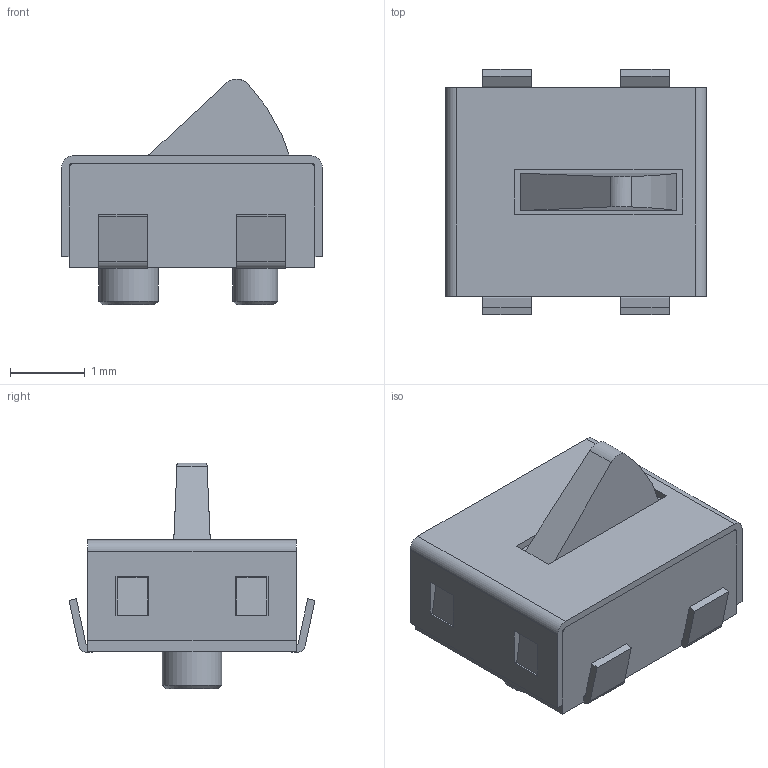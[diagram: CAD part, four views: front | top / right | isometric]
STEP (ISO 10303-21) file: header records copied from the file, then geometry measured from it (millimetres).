
FILE_DESCRIPTION(('FreeCAD Model'),'2;1');
FILE_NAME('Open CASCADE Shape Model','2024-03-05T11:24:51',( 'kicad StepUp'),('ksu MCAD'),'Open CASCADE STEP processor 7.5', 'FreeCAD','Unknown');
FILE_SCHEMA(('AUTOMOTIVE_DESIGN { 1 0 10303 214 1 1 1 1 }'));
Length unit declared in the file: millimetre
Products named in the file (1): TD4700BQ_
Bounding box: 3.5 x 3.3 x 3.03 mm (x, y, z)
Volume: 14.5 mm3; surface area: 58.6 mm2
Topology: 1 solids, 2 shells, 140 faces, 362 edges, 234 vertices
Faces by surface type: plane 116, cylinder 22, cone 2
Full cylindrical faces by diameter (mm): 0.6 x1, 0.8 x1
Entity records: 9624 total; most frequent: CARTESIAN_POINT 1589, DIRECTION 1396, LINE 968, VECTOR 968, ORIENTED_EDGE 724, PCURVE 724, DEFINITIONAL_REPRESENTATION 724, EDGE_CURVE 362
